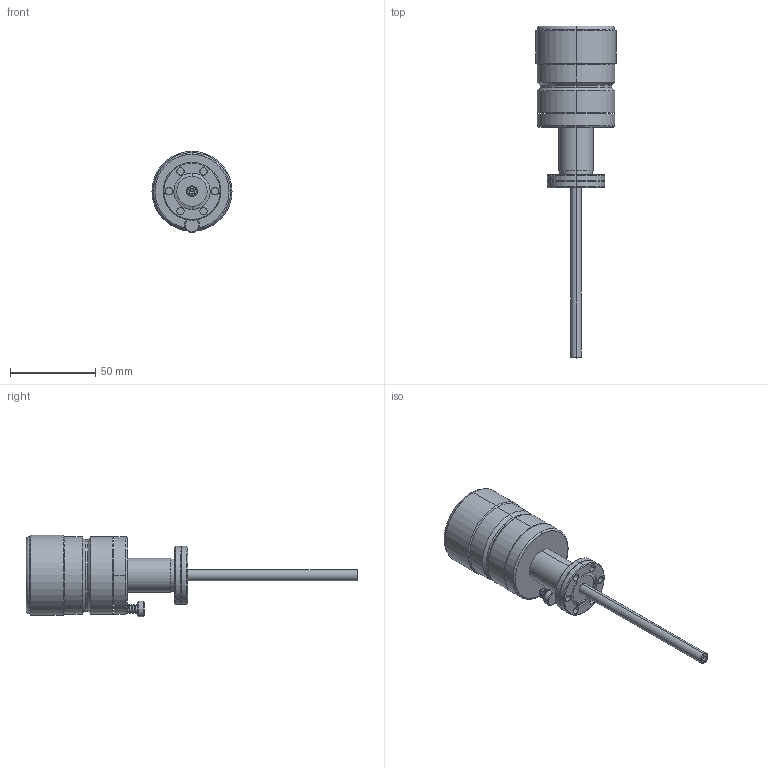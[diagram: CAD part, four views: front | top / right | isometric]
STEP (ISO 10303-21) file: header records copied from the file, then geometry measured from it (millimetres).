
FILE_DESCRIPTION((''),'2;1');
FILE_NAME('ZRD91','2011-07-25T',('enver.celik'),(''),'PRO/ENGINEER BY PARAMETRIC TECHNOLOGY CORPORATION, 2010140','PRO/ENGINEER BY PARAMETRIC TECHNOLOGY CORPORATION, 2010140','');
FILE_SCHEMA(('CONFIG_CONTROL_DESIGN'));
Length unit declared in the file: millimetre
Products named in the file (1): ZRD91
Bounding box: 47 x 195 x 47.8 mm (x, y, z)
Volume: 115430.7 mm3; surface area: 20364.4 mm2
Topology: 1 solids, 1 shells, 94 faces, 273 edges, 188 vertices
Faces by surface type: cylinder 48, cone 26, plane 14, torus 4, bspline 2
Entity records: 10302 total; most frequent: CARTESIAN_POINT 7747, ORIENTED_EDGE 542, DIRECTION 518, EDGE_CURVE 271, AXIS2_PLACEMENT_3D 221, VERTEX_POINT 188, CIRCLE 129, EDGE_LOOP 117
